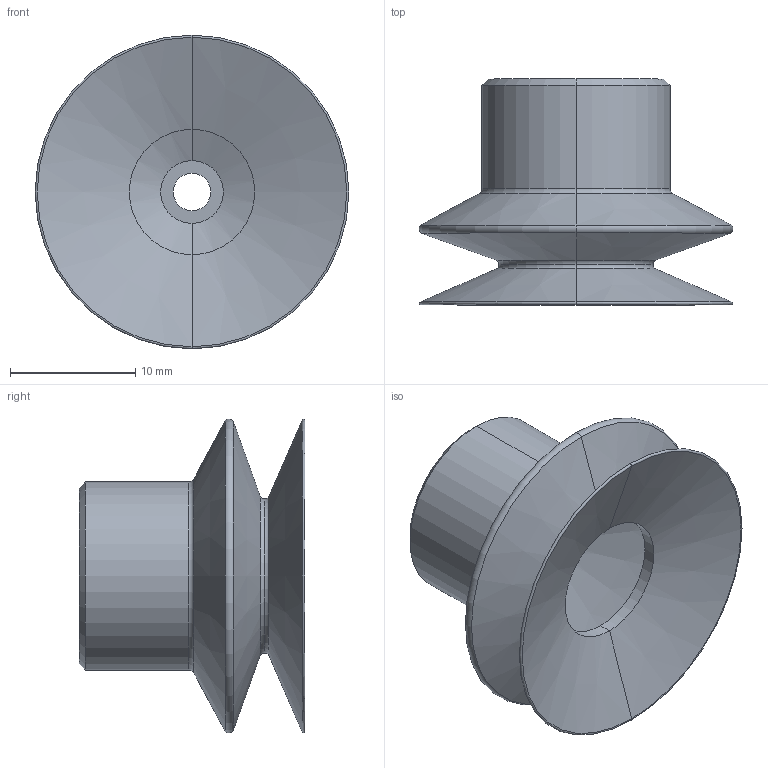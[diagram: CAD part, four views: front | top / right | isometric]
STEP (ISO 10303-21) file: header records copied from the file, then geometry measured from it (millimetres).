
FILE_DESCRIPTION (( 'STEP AP203' ), '1' );
FILE_NAME ('DL25BS-08.STEP', '2018-06-04T05:14:48', ( '' ), ( '' ), 'SwSTEP 2.0', 'SolidWorks 2014', '' );
FILE_SCHEMA (( 'CONFIG_CONTROL_DESIGN' ));
Length unit declared in the file: millimetre
Products named in the file (1): DL25BS-08
Bounding box: 25.01 x 18 x 25.01 mm (x, y, z)
Volume: 2177.8 mm3; surface area: 3139.4 mm2
Topology: 1 solids, 1 shells, 42 faces, 84 edges, 46 vertices
Faces by surface type: cone 16, torus 12, cylinder 10, plane 4
Entity records: 1167 total; most frequent: DIRECTION 228, CARTESIAN_POINT 173, ORIENTED_EDGE 168, AXIS2_PLACEMENT_3D 101, EDGE_CURVE 84, CIRCLE 58, VERTEX_POINT 46, EDGE_LOOP 46
